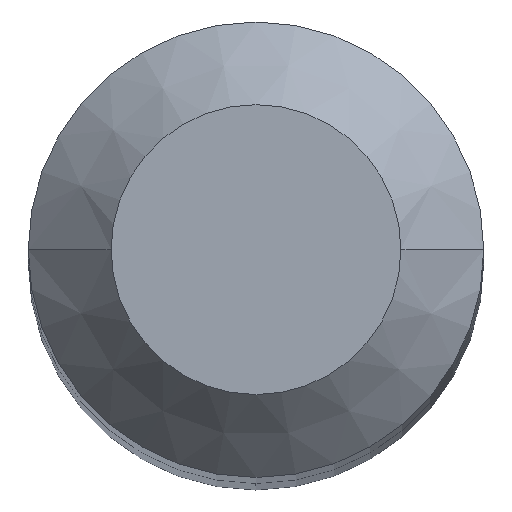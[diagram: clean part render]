
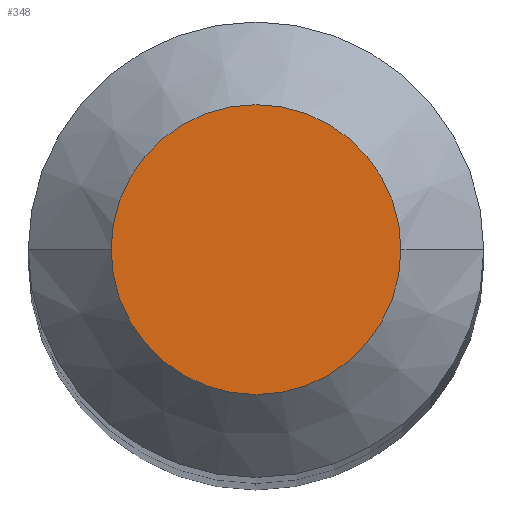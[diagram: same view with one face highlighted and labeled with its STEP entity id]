
A CAD part, top view. The second image highlights one B-rep face of the part: STEP entity #348.
In plain terms, the highlighted planar face has unit normal (0, 0, 1).
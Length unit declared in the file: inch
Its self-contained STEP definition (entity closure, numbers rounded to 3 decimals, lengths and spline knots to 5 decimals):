
#1 = DIRECTION ( 'NONE',  ( 0., 0., -1. ) ) ;
#28 = EDGE_CURVE ( 'NONE', #95, #111, #105, .T. ) ;
#50 = CARTESIAN_POINT ( 'NONE',  ( 0., 0., 0. ) ) ;
#73 = PLANE ( 'NONE',  #211 ) ;
#95 = VERTEX_POINT ( 'NONE', #148 ) ;
#105 = CIRCLE ( 'NONE', #273, 0.0547 ) ;
#111 = VERTEX_POINT ( 'NONE', #180 ) ;
#120 = DIRECTION ( 'NONE',  ( 0., 0., 1. ) ) ;
#122 = AXIS2_PLACEMENT_3D ( 'NONE', #50, #120, #324 ) ;
#130 = CARTESIAN_POINT ( 'NONE',  ( 0., 0., 0. ) ) ;
#148 = CARTESIAN_POINT ( 'NONE',  ( 0.0547, 0., 0. ) ) ;
#163 = ORIENTED_EDGE ( 'NONE', *, *, #229, .T. ) ;
#164 = DIRECTION ( 'NONE',  ( -1., 0., 0. ) ) ;
#166 = FACE_OUTER_BOUND ( 'NONE', #390, .T. ) ;
#180 = CARTESIAN_POINT ( 'NONE',  ( -0.0547, 0., 0. ) ) ;
#199 = CARTESIAN_POINT ( 'NONE',  ( 0., 0., 0. ) ) ;
#211 = AXIS2_PLACEMENT_3D ( 'NONE', #130, #1, #164 ) ;
#221 = ORIENTED_EDGE ( 'NONE', *, *, #28, .T. ) ;
#229 = EDGE_CURVE ( 'NONE', #111, #95, #335, .T. ) ;
#255 = DIRECTION ( 'NONE',  ( 0., 0., 1. ) ) ;
#273 = AXIS2_PLACEMENT_3D ( 'NONE', #199, #255, #376 ) ;
#324 = DIRECTION ( 'NONE',  ( 1., 0., 0. ) ) ;
#335 = CIRCLE ( 'NONE', #122, 0.0547 ) ;
#348 = ADVANCED_FACE ( 'NONE', ( #166 ), #73, .F. ) ;
#376 = DIRECTION ( 'NONE',  ( 1., 0., 0. ) ) ;
#390 = EDGE_LOOP ( 'NONE', ( #163, #221 ) ) ;
